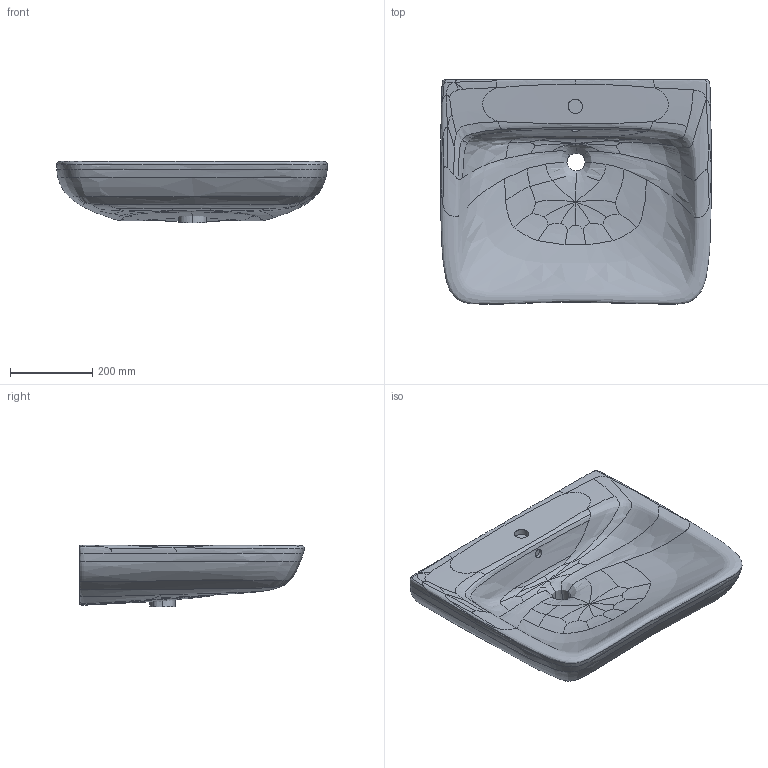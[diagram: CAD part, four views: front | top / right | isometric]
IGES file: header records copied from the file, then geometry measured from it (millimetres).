
Global section: file name: 258565000; native system: Autodesk Inventor 2018; preprocessor: unknown; author: JANAN; date: 20201201.075720; units: millimetre
Bounding box: 659.96 x 546.99 x 150.7 mm (x, y, z)
Volume: 25566542.2 mm3; surface area: 959711.1 mm2
Topology: 1 solids, 1 shells, 118 faces, 309 edges, 195 vertices
Faces by surface type: bspline 118
